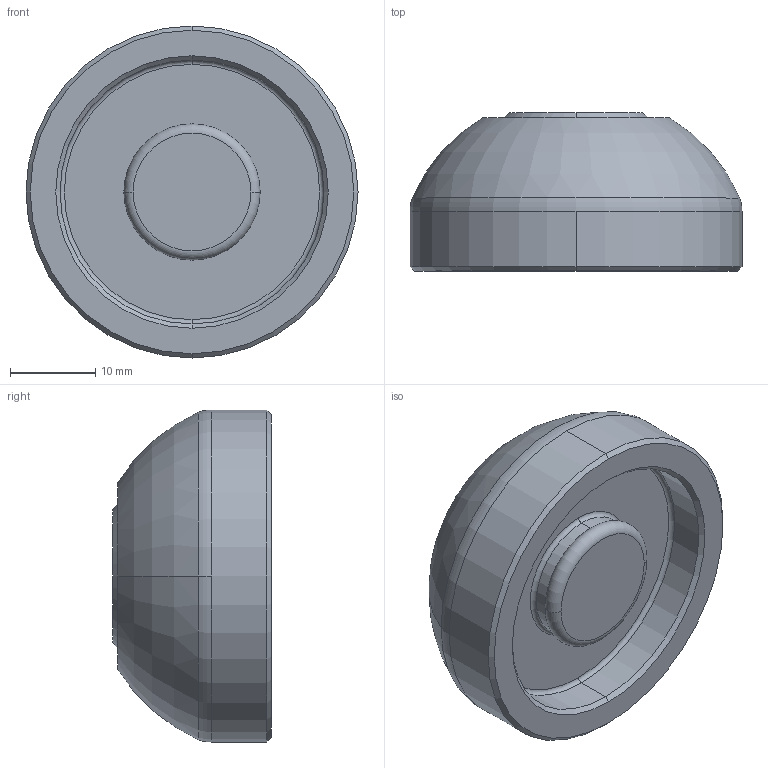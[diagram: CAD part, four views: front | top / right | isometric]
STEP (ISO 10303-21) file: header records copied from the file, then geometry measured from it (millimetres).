
FILE_DESCRIPTION (( 'STEP AP203' ), '1' );
FILE_NAME ('403536695_c_1.STEP', '2022-07-09T13:13:51', ( '' ), ( '' ), 'SwSTEP 2.0', 'SolidWorks 2014', '' );
FILE_SCHEMA (( 'CONFIG_CONTROL_DESIGN' ));
Length unit declared in the file: millimetre
Products named in the file (1): 403536695_c_1
Bounding box: 39 x 18.61 x 39 mm (x, y, z)
Volume: 13501.5 mm3; surface area: 5847.2 mm2
Topology: 2 solids, 2 shells, 54 faces, 113 edges, 68 vertices
Faces by surface type: cylinder 18, torus 16, cone 10, plane 8, sphere 2
Entity records: 1545 total; most frequent: DIRECTION 308, CARTESIAN_POINT 236, ORIENTED_EDGE 226, AXIS2_PLACEMENT_3D 140, EDGE_CURVE 113, CIRCLE 85, VERTEX_POINT 68, EDGE_LOOP 61
